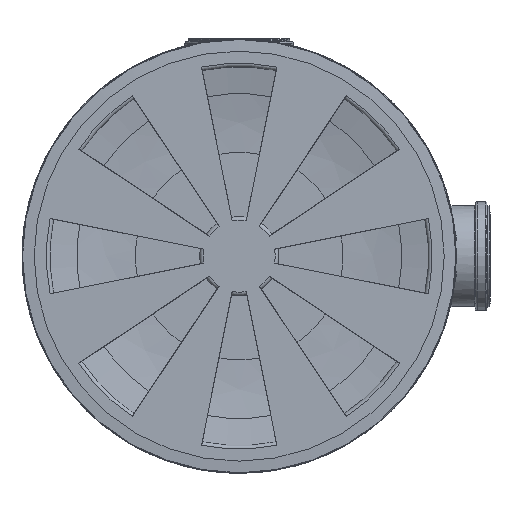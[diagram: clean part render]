
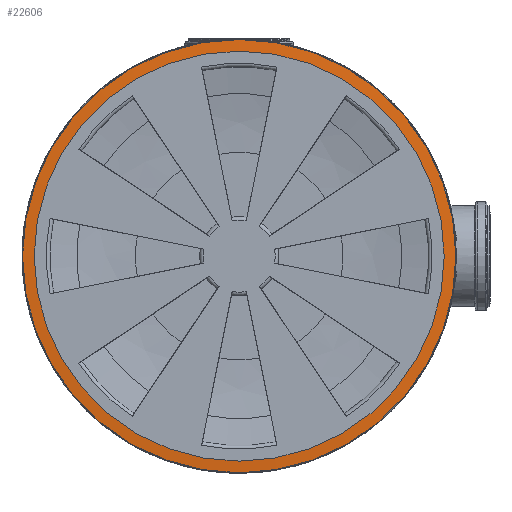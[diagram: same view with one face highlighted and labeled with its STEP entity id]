
A CAD part, front view. The second image highlights one B-rep face of the part: STEP entity #22606.
In plain terms, the highlighted conical face has half-angle 86 degrees and reference radius 353.465 mm.
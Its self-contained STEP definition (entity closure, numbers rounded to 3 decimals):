
#2543=CONICAL_SURFACE('',#24844,353.465,1.501);
#2956=LINE('',#52970,#3451);
#3451=VECTOR('',#29269,353.465);
#4764=FACE_OUTER_BOUND('',#6330,.T.);
#6330=EDGE_LOOP('',(#18402,#18403,#18404,#18405,#18406,#18407));
#8020=CIRCLE('',#24845,364.57);
#8021=CIRCLE('',#24846,342.36);
#8022=CIRCLE('',#24847,342.36);
#8023=CIRCLE('',#24848,364.57);
#10086=VERTEX_POINT('',#52966);
#10087=VERTEX_POINT('',#52967);
#10088=VERTEX_POINT('',#52969);
#10089=VERTEX_POINT('',#52971);
#13090=EDGE_CURVE('',#10086,#10087,#8020,.T.);
#13091=EDGE_CURVE('',#10086,#10088,#2956,.T.);
#13092=EDGE_CURVE('',#10088,#10089,#8021,.T.);
#13093=EDGE_CURVE('',#10089,#10088,#8022,.T.);
#13094=EDGE_CURVE('',#10087,#10086,#8023,.T.);
#18402=ORIENTED_EDGE('',*,*,#13090,.F.);
#18403=ORIENTED_EDGE('',*,*,#13091,.T.);
#18404=ORIENTED_EDGE('',*,*,#13092,.T.);
#18405=ORIENTED_EDGE('',*,*,#13093,.T.);
#18406=ORIENTED_EDGE('',*,*,#13091,.F.);
#18407=ORIENTED_EDGE('',*,*,#13094,.F.);
#22606=ADVANCED_FACE('',(#4764),#2543,.T.);
#24844=AXIS2_PLACEMENT_3D('',#52965,#29265,#29266);
#24845=AXIS2_PLACEMENT_3D('',#52968,#29267,#29268);
#24846=AXIS2_PLACEMENT_3D('',#52972,#29270,#29271);
#24847=AXIS2_PLACEMENT_3D('',#52973,#29272,#29273);
#24848=AXIS2_PLACEMENT_3D('',#52974,#29274,#29275);
#29265=DIRECTION('center_axis',(0.,1.,0.));
#29266=DIRECTION('ref_axis',(-1.,0.,0.));
#29267=DIRECTION('center_axis',(0.,1.,0.));
#29268=DIRECTION('ref_axis',(1.,0.,0.));
#29269=DIRECTION('',(-0.998,-0.07,0.));
#29270=DIRECTION('center_axis',(0.,1.,0.));
#29271=DIRECTION('ref_axis',(1.,0.,0.));
#29272=DIRECTION('center_axis',(0.,1.,0.));
#29273=DIRECTION('ref_axis',(1.,0.,0.));
#29274=DIRECTION('center_axis',(0.,1.,0.));
#29275=DIRECTION('ref_axis',(1.,0.,0.));
#52965=CARTESIAN_POINT('Origin',(0.,23.158,
0.));
#52966=CARTESIAN_POINT('',(364.57,23.935,0.));
#52967=CARTESIAN_POINT('',(0.,23.935,-364.57));
#52968=CARTESIAN_POINT('Origin',(0.,23.935,
0.));
#52969=CARTESIAN_POINT('',(342.36,22.382,0.));
#52970=CARTESIAN_POINT('',(353.465,23.158,0.));
#52971=CARTESIAN_POINT('',(0.,22.382,-342.36));
#52972=CARTESIAN_POINT('Origin',(0.,22.382,
0.));
#52973=CARTESIAN_POINT('Origin',(0.,22.382,
0.));
#52974=CARTESIAN_POINT('Origin',(0.,23.935,
0.));
